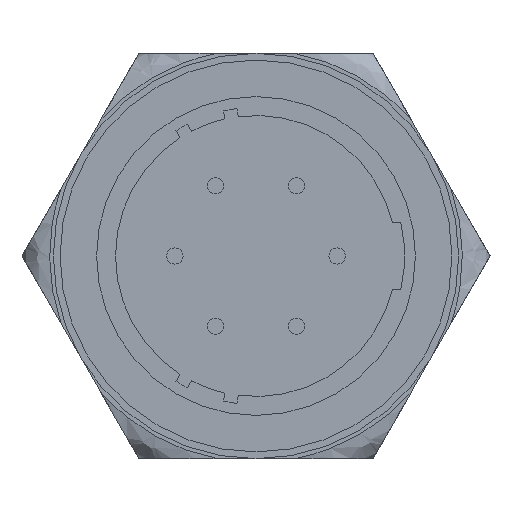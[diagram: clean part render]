
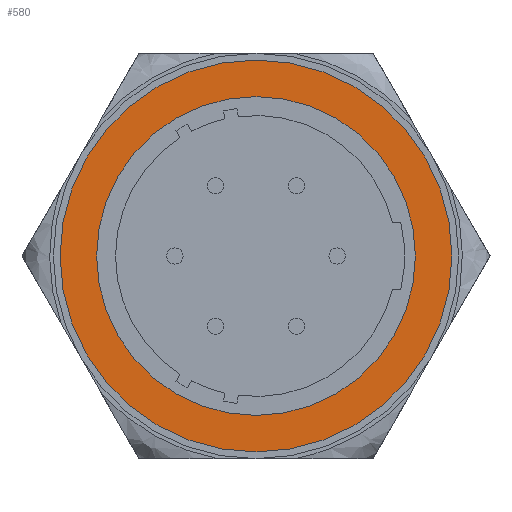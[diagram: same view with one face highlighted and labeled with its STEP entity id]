
A CAD part, left-side view. The second image highlights one B-rep face of the part: STEP entity #580.
In plain terms, the highlighted planar face has unit normal (-1, 0, 0).
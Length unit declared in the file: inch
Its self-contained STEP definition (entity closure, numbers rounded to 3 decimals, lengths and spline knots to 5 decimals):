
#57 = EDGE_LOOP ( 'NONE', ( #5672 ) ) ;
#213 = EDGE_CURVE ( 'NONE', #1038, #1038, #2243, .T. ) ;
#231 = ORIENTED_EDGE ( 'NONE', *, *, #237, .T. ) ;
#237 = EDGE_CURVE ( 'NONE', #4791, #4791, #3928, .T. ) ;
#491 = DIRECTION ( 'NONE',  ( -1., 0., 0. ) ) ;
#580 = ADVANCED_FACE ( 'NONE', ( #5181, #996 ), #4687, .T. ) ;
#958 = CARTESIAN_POINT ( 'NONE',  ( 0.014, 0., 0. ) ) ;
#996 = FACE_OUTER_BOUND ( 'NONE', #1586, .T. ) ;
#1038 = VERTEX_POINT ( 'NONE', #1600 ) ;
#1586 = EDGE_LOOP ( 'NONE', ( #231 ) ) ;
#1600 = CARTESIAN_POINT ( 'NONE',  ( 0.014, 0., 0.295 ) ) ;
#2243 = CIRCLE ( 'NONE', #2342, 0.295 ) ;
#2342 = AXIS2_PLACEMENT_3D ( 'NONE', #2365, #2889, #4773 ) ;
#2365 = CARTESIAN_POINT ( 'NONE',  ( 0.014, 0., 0. ) ) ;
#2743 = AXIS2_PLACEMENT_3D ( 'NONE', #958, #2863, #4282 ) ;
#2863 = DIRECTION ( 'NONE',  ( -1., 0., 0. ) ) ;
#2889 = DIRECTION ( 'NONE',  ( -1., 0., 0. ) ) ;
#3438 = AXIS2_PLACEMENT_3D ( 'NONE', #5152, #491, #4205 ) ;
#3928 = CIRCLE ( 'NONE', #2743, 0.3625 ) ;
#4205 = DIRECTION ( 'NONE',  ( 0., 0., 1. ) ) ;
#4282 = DIRECTION ( 'NONE',  ( 0., 0., -1. ) ) ;
#4687 = PLANE ( 'NONE',  #3438 ) ;
#4773 = DIRECTION ( 'NONE',  ( 0., 0., 1. ) ) ;
#4791 = VERTEX_POINT ( 'NONE', #4855 ) ;
#4855 = CARTESIAN_POINT ( 'NONE',  ( 0.014, 0., -0.3625 ) ) ;
#5152 = CARTESIAN_POINT ( 'NONE',  ( 0.014, 0., 0. ) ) ;
#5181 = FACE_BOUND ( 'NONE', #57, .T. ) ;
#5672 = ORIENTED_EDGE ( 'NONE', *, *, #213, .F. ) ;
